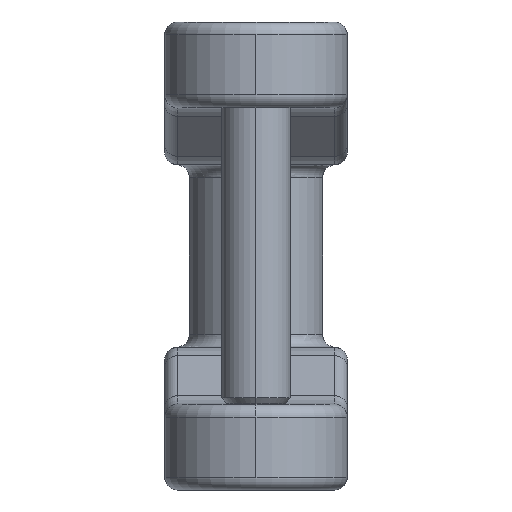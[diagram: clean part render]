
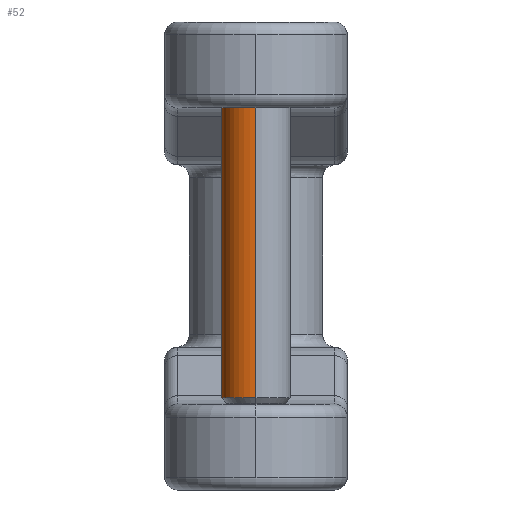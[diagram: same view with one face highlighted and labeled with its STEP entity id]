
A CAD part, left-side view. The second image highlights one B-rep face of the part: STEP entity #52.
In plain terms, the highlighted cylindrical face has radius 4.089 mm (diameter 8.179 mm), a partial arc.
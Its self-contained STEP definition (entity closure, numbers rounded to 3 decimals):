
#14 = EDGE_CURVE ( 'NONE', #2668, #936, #2445, .T. ) ;
#41 = DIRECTION ( 'NONE',  ( 0., 0., -1. ) ) ;
#52 = ADVANCED_FACE ( 'NONE', ( #2768 ), #2355, .T. ) ;
#119 = AXIS2_PLACEMENT_3D ( 'NONE', #283, #261, #3160 ) ;
#261 = DIRECTION ( 'NONE',  ( 0., 0., 1. ) ) ;
#283 = CARTESIAN_POINT ( 'NONE',  ( 0., 0., -16.774 ) ) ;
#316 = CARTESIAN_POINT ( 'NONE',  ( 4.089, 0., -16.774 ) ) ;
#333 = AXIS2_PLACEMENT_3D ( 'NONE', #2711, #2161, #1396 ) ;
#586 = VECTOR ( 'NONE', #1153, 1000. ) ;
#745 = DIRECTION ( 'NONE',  ( 0., 0., -1. ) ) ;
#765 = EDGE_CURVE ( 'NONE', #843, #936, #3292, .T. ) ;
#781 = CARTESIAN_POINT ( 'NONE',  ( -4.089, 0., 27.432 ) ) ;
#843 = VERTEX_POINT ( 'NONE', #316 ) ;
#925 = EDGE_CURVE ( 'NONE', #2668, #1715, #2019, .T. ) ;
#936 = VERTEX_POINT ( 'NONE', #1283 ) ;
#1153 = DIRECTION ( 'NONE',  ( 0., 0., -1. ) ) ;
#1283 = CARTESIAN_POINT ( 'NONE',  ( -4.089, 0., -16.774 ) ) ;
#1396 = DIRECTION ( 'NONE',  ( -1., 0., 0. ) ) ;
#1522 = ORIENTED_EDGE ( 'NONE', *, *, #765, .T. ) ;
#1605 = ORIENTED_EDGE ( 'NONE', *, *, #2289, .T. ) ;
#1668 = VECTOR ( 'NONE', #41, 1000. ) ;
#1715 = VERTEX_POINT ( 'NONE', #2869 ) ;
#1827 = EDGE_LOOP ( 'NONE', ( #3068, #1605, #1522, #2230 ) ) ;
#2019 = CIRCLE ( 'NONE', #3298, 4.089 ) ;
#2079 = DIRECTION ( 'NONE',  ( 1., 0., 0. ) ) ;
#2161 = DIRECTION ( 'NONE',  ( 0., 0., -1. ) ) ;
#2230 = ORIENTED_EDGE ( 'NONE', *, *, #14, .F. ) ;
#2289 = EDGE_CURVE ( 'NONE', #1715, #843, #3339, .T. ) ;
#2355 = CYLINDRICAL_SURFACE ( 'NONE', #333, 4.089 ) ;
#2445 = LINE ( 'NONE', #3169, #1668 ) ;
#2668 = VERTEX_POINT ( 'NONE', #781 ) ;
#2711 = CARTESIAN_POINT ( 'NONE',  ( 0., 0., 27.686 ) ) ;
#2768 = FACE_OUTER_BOUND ( 'NONE', #1827, .T. ) ;
#2869 = CARTESIAN_POINT ( 'NONE',  ( 4.089, 0., 27.432 ) ) ;
#3068 = ORIENTED_EDGE ( 'NONE', *, *, #925, .T. ) ;
#3160 = DIRECTION ( 'NONE',  ( 1., 0., 0. ) ) ;
#3169 = CARTESIAN_POINT ( 'NONE',  ( -4.089, 0., 27.686 ) ) ;
#3246 = CARTESIAN_POINT ( 'NONE',  ( 4.089, 0., 27.686 ) ) ;
#3292 = CIRCLE ( 'NONE', #119, 4.089 ) ;
#3298 = AXIS2_PLACEMENT_3D ( 'NONE', #3376, #745, #2079 ) ;
#3339 = LINE ( 'NONE', #3246, #586 ) ;
#3376 = CARTESIAN_POINT ( 'NONE',  ( 0., 0., 27.432 ) ) ;
